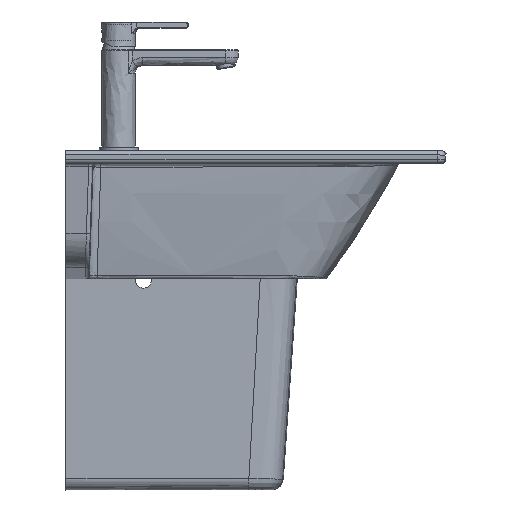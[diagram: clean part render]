
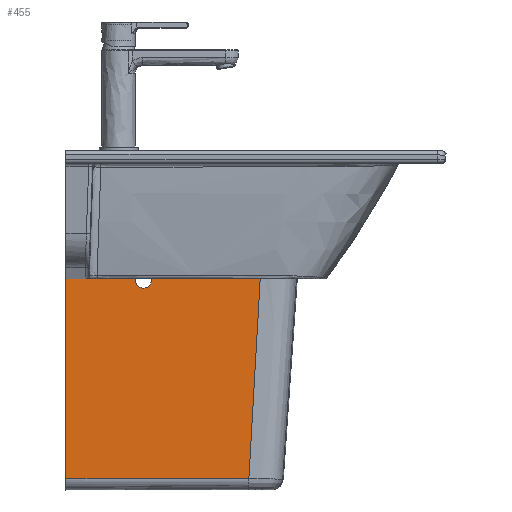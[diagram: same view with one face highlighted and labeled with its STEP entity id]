
A CAD part, front view. The second image highlights one B-rep face of the part: STEP entity #455.
In plain terms, the highlighted planar face has unit normal (0.037, -0.999, -0.013).
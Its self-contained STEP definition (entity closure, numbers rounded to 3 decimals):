
#75=FACE_BOUND('',#1237,.T.);
#455=ADVANCED_FACE('',(#839,#75),#5499,.T.);
#839=FACE_OUTER_BOUND('',#1236,.T.);
#1236=EDGE_LOOP('',(#3049,#3050,#3051,#3052));
#1237=EDGE_LOOP('',(#3053,#3054));
#3049=ORIENTED_EDGE('',*,*,#3947,.T.);
#3050=ORIENTED_EDGE('',*,*,#3979,.F.);
#3051=ORIENTED_EDGE('',*,*,#3980,.F.);
#3052=ORIENTED_EDGE('',*,*,#3981,.F.);
#3053=ORIENTED_EDGE('',*,*,#3983,.T.);
#3054=ORIENTED_EDGE('',*,*,#3982,.T.);
#3947=EDGE_CURVE('',#5435,#5397,#4866,.T.);
#3979=EDGE_CURVE('',#5396,#5397,#4896,.T.);
#3980=EDGE_CURVE('',#5399,#5396,#4897,.T.);
#3981=EDGE_CURVE('',#5435,#5399,#4898,.T.);
#3982=EDGE_CURVE('',#5448,#5449,#4899,.T.);
#3983=EDGE_CURVE('',#5449,#5448,#4900,.T.);
#4866=B_SPLINE_CURVE_WITH_KNOTS('',1,(#93720,#93721),.UNSPECIFIED.,.F.,
 .F.,(2,2),(-141.61,143.61),.UNSPECIFIED.);
#4896=B_SPLINE_CURVE_WITH_KNOTS('',1,(#94142,#94143),.UNSPECIFIED.,.F.,
 .F.,(2,2),(-235.839,0.),.UNSPECIFIED.);
#4897=B_SPLINE_CURVE_WITH_KNOTS('',5,(#94144,#94145,#94146,#94147,#94148,
#94149),.UNSPECIFIED.,.F.,.F.,(6,6),(0.,285.893),
 .UNSPECIFIED.);
#4898=B_SPLINE_CURVE_WITH_KNOTS('',1,(#94150,#94151),.UNSPECIFIED.,.F.,
 .F.,(2,2),(-252.,0.),.UNSPECIFIED.);
#4899=B_SPLINE_CURVE_WITH_KNOTS('',5,(#94152,#94153,#94154,#94155,#94156,
#94157,#94158,#94159,#94160,#94161,#94162,#94163,#94164,#94165,#94166,#94167,
#94168,#94169,#94170,#94171,#94172,#94173,#94174,#94175),.UNSPECIFIED.,
 .F.,.F.,(6,3,3,3,3,3,3,6),(0.,7.316,14.634,21.957,
29.284,36.61,42.468,44.445),.UNSPECIFIED.);
#4900=B_SPLINE_CURVE_WITH_KNOTS('',5,(#94176,#94177,#94178,#94179,#94180,
#94181,#94182,#94183,#94184,#94185,#94186,#94187,#94188,#94189,#94190,#94191,
#94192,#94193,#94194,#94195,#94196,#94197,#94198,#94199),.UNSPECIFIED.,
 .F.,.F.,(6,3,3,3,3,3,3,6),(0.,7.316,14.634,21.957,
29.284,36.61,42.468,44.445),.UNSPECIFIED.);
#5396=VERTEX_POINT('',#93066);
#5397=VERTEX_POINT('',#93067);
#5399=VERTEX_POINT('',#93069);
#5435=VERTEX_POINT('',#93105);
#5448=VERTEX_POINT('',#93118);
#5449=VERTEX_POINT('',#93119);
#5499=PLANE('',#5948);
#5948=AXIS2_PLACEMENT_3D('',#92990,#6011,$);
#6011=DIRECTION('',(0.037,-0.999,-0.013));
#92990=CARTESIAN_POINT('',(277.222,-75.211,-108.059));
#93066=CARTESIAN_POINT('',(235.686,-72.625,-421.98));
#93067=CARTESIAN_POINT('',(0.005,-81.267,-421.98));
#93069=CARTESIAN_POINT('',(251.836,-75.766,-136.783));
#93105=CARTESIAN_POINT('',(0.005,-85.,-136.783));
#93118=CARTESIAN_POINT('',(110.005,-80.574,-166.783));
#93119=CARTESIAN_POINT('',(90.005,-81.307,-166.783));
#93720=CARTESIAN_POINT('',(0.005,-85.,-136.783));
#93721=CARTESIAN_POINT('',(0.005,-81.267,-421.98));
#94142=CARTESIAN_POINT('',(235.686,-72.625,-421.98));
#94143=CARTESIAN_POINT('',(0.005,-81.267,-421.98));
#94144=CARTESIAN_POINT('',(251.836,-75.766,-136.783));
#94145=CARTESIAN_POINT('',(248.606,-75.138,-193.823));
#94146=CARTESIAN_POINT('',(245.376,-74.509,-250.862));
#94147=CARTESIAN_POINT('',(242.146,-73.881,-307.901));
#94148=CARTESIAN_POINT('',(238.916,-73.253,-364.94));
#94149=CARTESIAN_POINT('',(235.686,-72.625,-421.98));
#94150=CARTESIAN_POINT('',(0.005,-85.,-136.783));
#94151=CARTESIAN_POINT('',(251.836,-75.766,-136.783));
#94152=CARTESIAN_POINT('',(110.005,-80.574,-166.783));
#94153=CARTESIAN_POINT('',(110.005,-80.56,-167.818));
#94154=CARTESIAN_POINT('',(109.872,-80.552,-168.852));
#94155=CARTESIAN_POINT('',(109.604,-80.548,-169.864));
#94156=CARTESIAN_POINT('',(108.813,-80.552,-171.795));
#94157=CARTESIAN_POINT('',(107.557,-80.576,-173.461));
#94158=CARTESIAN_POINT('',(106.824,-80.593,-174.208));
#94159=CARTESIAN_POINT('',(105.181,-80.637,-175.496));
#94160=CARTESIAN_POINT('',(103.265,-80.696,-176.323));
#94161=CARTESIAN_POINT('',(102.258,-80.729,-176.609));
#94162=CARTESIAN_POINT('',(100.193,-80.801,-176.916));
#94163=CARTESIAN_POINT('',(98.118,-80.88,-176.686));
#94164=CARTESIAN_POINT('',(97.1,-80.921,-176.437));
#94165=CARTESIAN_POINT('',(95.154,-81.002,-175.681));
#94166=CARTESIAN_POINT('',(93.464,-81.08,-174.454));
#94167=CARTESIAN_POINT('',(92.704,-81.117,-173.734));
#94168=CARTESIAN_POINT('',(91.518,-81.18,-172.276));
#94169=CARTESIAN_POINT('',(90.702,-81.232,-170.589));
#94170=CARTESIAN_POINT('',(90.419,-81.252,-169.805));
#94171=CARTESIAN_POINT('',(90.151,-81.276,-168.724));
#94172=CARTESIAN_POINT('',(90.035,-81.295,-167.622));
#94173=CARTESIAN_POINT('',(90.015,-81.299,-167.342));
#94174=CARTESIAN_POINT('',(90.005,-81.303,-167.063));
#94175=CARTESIAN_POINT('',(90.005,-81.307,-166.783));
#94176=CARTESIAN_POINT('',(90.005,-81.307,-166.783));
#94177=CARTESIAN_POINT('',(90.005,-81.321,-165.749));
#94178=CARTESIAN_POINT('',(90.139,-81.329,-164.714));
#94179=CARTESIAN_POINT('',(90.407,-81.333,-163.703));
#94180=CARTESIAN_POINT('',(91.198,-81.329,-161.771));
#94181=CARTESIAN_POINT('',(92.454,-81.305,-160.105));
#94182=CARTESIAN_POINT('',(93.187,-81.288,-159.358));
#94183=CARTESIAN_POINT('',(94.83,-81.244,-158.071));
#94184=CARTESIAN_POINT('',(96.746,-81.185,-157.244));
#94185=CARTESIAN_POINT('',(97.753,-81.152,-156.957));
#94186=CARTESIAN_POINT('',(99.818,-81.08,-156.651));
#94187=CARTESIAN_POINT('',(101.893,-81.001,-156.881));
#94188=CARTESIAN_POINT('',(102.91,-80.96,-157.13));
#94189=CARTESIAN_POINT('',(104.856,-80.879,-157.886));
#94190=CARTESIAN_POINT('',(106.546,-80.801,-159.113));
#94191=CARTESIAN_POINT('',(107.307,-80.764,-159.832));
#94192=CARTESIAN_POINT('',(108.492,-80.701,-161.291));
#94193=CARTESIAN_POINT('',(109.308,-80.649,-162.977));
#94194=CARTESIAN_POINT('',(109.592,-80.628,-163.762));
#94195=CARTESIAN_POINT('',(109.86,-80.604,-164.843));
#94196=CARTESIAN_POINT('',(109.976,-80.586,-165.945));
#94197=CARTESIAN_POINT('',(109.996,-80.581,-166.224));
#94198=CARTESIAN_POINT('',(110.005,-80.577,-166.504));
#94199=CARTESIAN_POINT('',(110.005,-80.574,-166.783));
